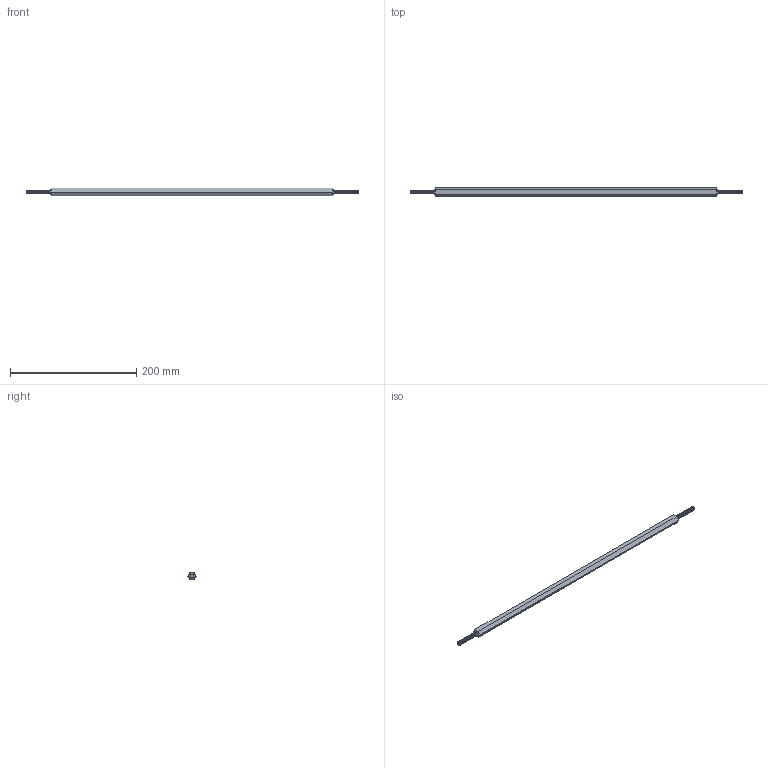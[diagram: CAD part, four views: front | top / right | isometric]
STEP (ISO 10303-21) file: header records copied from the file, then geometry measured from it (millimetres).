
FILE_DESCRIPTION(/* description */ (''),/* implementation_level */ '2;1');
FILE_NAME(/* name */ 'Biellette Horiba Talon B.step',/* time_stamp */ '2024-10-02T11:35:07+02:00',/* author */ (''),/* organization */ (''),/* preprocessor_version */ 'ST-DEVELOPER v20',/* originating_system */ 'Autodesk Translation Framework v13.20.0.188',/* authorisation */ '');
FILE_SCHEMA (('AUTOMOTIVE_DESIGN { 1 0 10303 214 3 1 1 }'));
Length unit declared in the file: millimetre
Products named in the file (1): Biellette Horiba Talon B
Bounding box: 525 x 13.86 x 12 mm (x, y, z)
Volume: 57318.4 mm3; surface area: 20892.5 mm2
Topology: 1 solids, 1 shells, 174 faces, 506 edges, 336 vertices
Faces by surface type: cylinder 156, plane 12, bspline 4, torus 2
Full cylindrical faces by diameter (mm): 4.744 x30, 5.884 x51
Entity records: 14379 total; most frequent: CARTESIAN_POINT 10381, ORIENTED_EDGE 1012, DIRECTION 544, EDGE_CURVE 506, VERTEX_POINT 336, B_SPLINE_CURVE_WITH_KNOTS 320, AXIS2_PLACEMENT_3D 187, EDGE_LOOP 176
